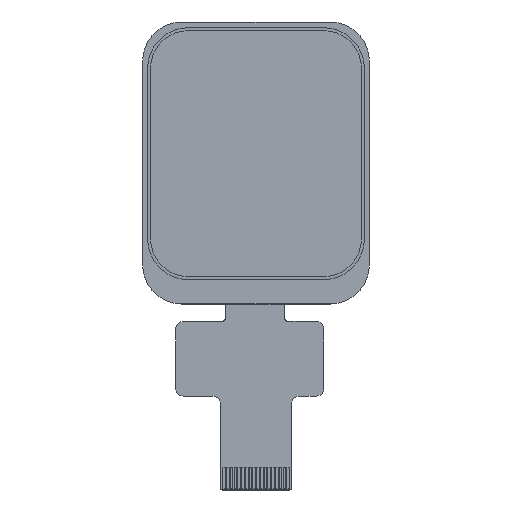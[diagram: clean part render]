
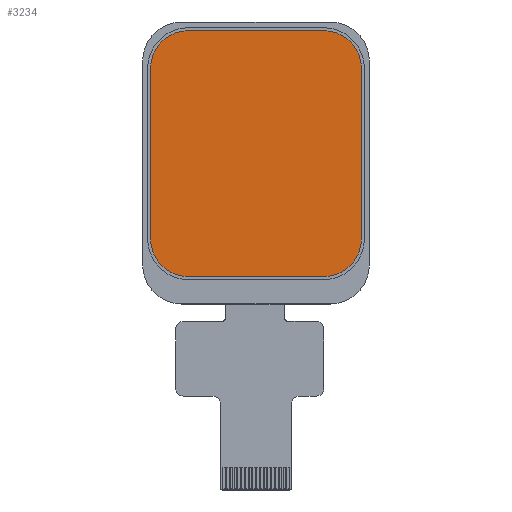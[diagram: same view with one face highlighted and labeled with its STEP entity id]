
A CAD part, top view. The second image highlights one B-rep face of the part: STEP entity #3234.
In plain terms, the highlighted planar face has unit normal (0, 0, 1).
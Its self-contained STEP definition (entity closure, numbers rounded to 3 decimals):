
#209=CARTESIAN_POINT('',(8.985,12.56,-0.04));
#210=DIRECTION('',(0.,0.,1.));
#211=DIRECTION('',(1.,0.,0.));
#212=AXIS2_PLACEMENT_3D('',#209,#210,#211);
#217=DIRECTION('',(0.,1.,0.));
#218=VECTOR('',#217,22.63);
#219=CARTESIAN_POINT('',(13.985,-10.07,-0.04));
#220=LINE('',#219,#218);
#224=CARTESIAN_POINT('',(8.985,-10.07,-0.04));
#225=DIRECTION('',(0.,0.,1.));
#226=DIRECTION('',(0.,-1.,0.));
#227=AXIS2_PLACEMENT_3D('',#224,#225,#226);
#232=DIRECTION('',(1.,0.,0.));
#233=VECTOR('',#232,17.97);
#234=CARTESIAN_POINT('',(-8.985,-15.07,-0.04));
#235=LINE('',#234,#233);
#239=CARTESIAN_POINT('',(-8.985,-10.07,-0.04));
#240=DIRECTION('',(0.,0.,1.));
#241=DIRECTION('',(-1.,0.,0.));
#242=AXIS2_PLACEMENT_3D('',#239,#240,#241);
#247=DIRECTION('',(0.,-1.,0.));
#248=VECTOR('',#247,22.63);
#249=CARTESIAN_POINT('',(-13.985,12.56,-0.04));
#250=LINE('',#249,#248);
#254=CARTESIAN_POINT('',(-8.985,12.56,-0.04));
#255=DIRECTION('',(0.,0.,1.));
#256=DIRECTION('',(0.,1.,0.));
#257=AXIS2_PLACEMENT_3D('',#254,#255,#256);
#262=DIRECTION('',(-1.,0.,0.));
#263=VECTOR('',#262,17.97);
#264=CARTESIAN_POINT('',(8.985,17.56,-0.04));
#265=LINE('',#264,#263);
#2965=CARTESIAN_POINT('',(13.985,12.56,-0.04));
#2966=CARTESIAN_POINT('',(8.985,17.56,-0.04));
#2967=VERTEX_POINT('',#2965);
#2968=VERTEX_POINT('',#2966);
#2973=CARTESIAN_POINT('',(-8.985,17.56,-0.04));
#2974=CARTESIAN_POINT('',(-13.985,12.56,-0.04));
#2975=VERTEX_POINT('',#2973);
#2976=VERTEX_POINT('',#2974);
#2981=CARTESIAN_POINT('',(-13.985,-10.07,-0.04));
#2982=CARTESIAN_POINT('',(-8.985,-15.07,-0.04));
#2983=VERTEX_POINT('',#2981);
#2984=VERTEX_POINT('',#2982);
#2989=CARTESIAN_POINT('',(8.985,-15.07,-0.04));
#2990=CARTESIAN_POINT('',(13.985,-10.07,-0.04));
#2991=VERTEX_POINT('',#2989);
#2992=VERTEX_POINT('',#2990);
#3213=CARTESIAN_POINT('',(0.,0.,-0.04));
#3214=DIRECTION('',(0.,0.,1.));
#3215=DIRECTION('',(1.,0.,0.));
#3216=AXIS2_PLACEMENT_3D('',#3213,#3214,#3215);
#3217=PLANE('',#3216);
#3218=ORIENTED_EDGE('',*,*,#3204,.F.);
#3220=ORIENTED_EDGE('',*,*,#3219,.F.);
#3222=ORIENTED_EDGE('',*,*,#3221,.F.);
#3224=ORIENTED_EDGE('',*,*,#3223,.F.);
#3226=ORIENTED_EDGE('',*,*,#3225,.F.);
#3228=ORIENTED_EDGE('',*,*,#3227,.F.);
#3230=ORIENTED_EDGE('',*,*,#3229,.F.);
#3231=ORIENTED_EDGE('',*,*,#3191,.F.);
#3232=EDGE_LOOP('',(#3218,#3220,#3222,#3224,#3226,#3228,#3230,#3231));
#3233=FACE_OUTER_BOUND('',#3232,.F.);
#3234=ADVANCED_FACE('',(#3233),#3217,.T.);
#213=CIRCLE('',#212,5.);
#228=CIRCLE('',#227,5.);
#243=CIRCLE('',#242,5.);
#258=CIRCLE('',#257,5.);
#3191=EDGE_CURVE('',#2968,#2975,#265,.T.);
#3204=EDGE_CURVE('',#2967,#2968,#213,.T.);
#3219=EDGE_CURVE('',#2992,#2967,#220,.T.);
#3221=EDGE_CURVE('',#2991,#2992,#228,.T.);
#3223=EDGE_CURVE('',#2984,#2991,#235,.T.);
#3225=EDGE_CURVE('',#2983,#2984,#243,.T.);
#3227=EDGE_CURVE('',#2976,#2983,#250,.T.);
#3229=EDGE_CURVE('',#2975,#2976,#258,.T.);
